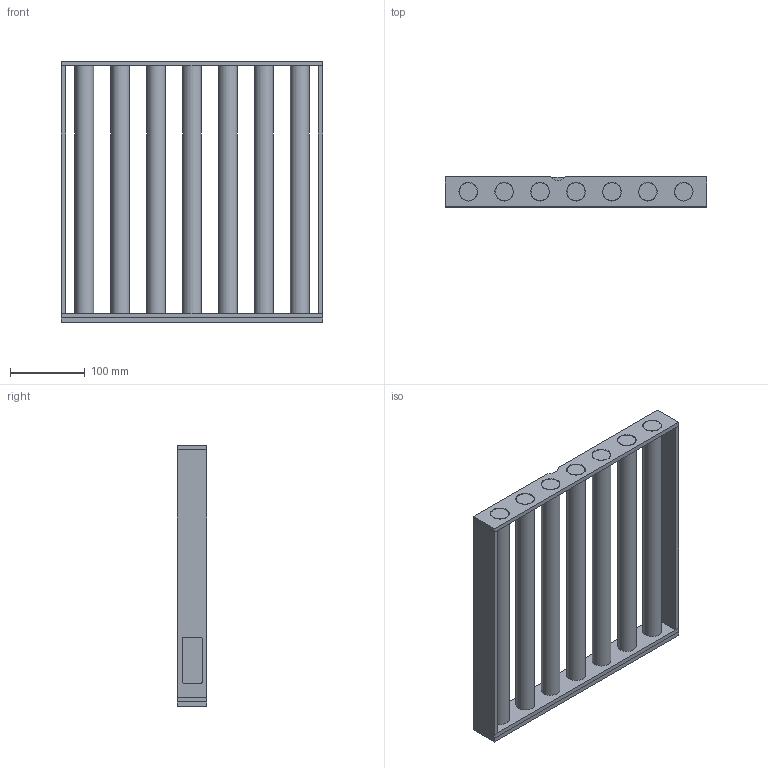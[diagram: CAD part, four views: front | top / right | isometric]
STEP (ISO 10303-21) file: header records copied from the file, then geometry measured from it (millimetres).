
FILE_DESCRIPTION(/* description */ (''),/* implementation_level */ '2;1');
FILE_NAME(/* name */ 'SEMR353538 B.stp',/* time_stamp */ '2020-11-02T11:56:41+01:00',/* author */ ('CR'),/* organization */ (''),/* preprocessor_version */ 'ST-DEVELOPER v18.1',/* originating_system */ 'Autodesk Inventor 2021',/* authorisation */ '');
FILE_SCHEMA (('AUTOMOTIVE_DESIGN { 1 0 10303 214 3 1 1 }'));
Length unit declared in the file: millimetre
Products named in the file (1): Part3
Bounding box: 349 x 40 x 349.3 mm (x, y, z)
Volume: 467887.7 mm3; surface area: 496246.9 mm2
Topology: 1 solids, 8 shells, 291 faces, 554 edges, 378 vertices
Faces by surface type: plane 184, cylinder 79, torus 14, cone 14
Full cylindrical faces by diameter (mm): 6.647 x7, 8 x7, 12 x7, 12.5 x7, 14 x7, 17 x7, 18 x7, 24 x7, 25 x21
Entity records: 7830 total; most frequent: DIRECTION 1404, CARTESIAN_POINT 1224, ORIENTED_EDGE 1108, AXIS2_PLACEMENT_3D 558, EDGE_CURVE 554, EDGE_LOOP 406, VERTEX_POINT 378, STYLED_ITEM 292
